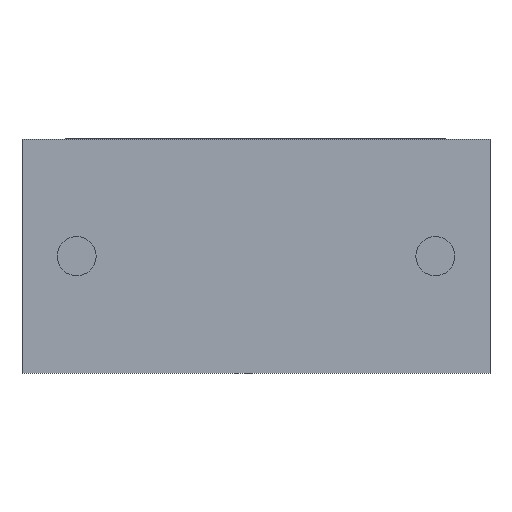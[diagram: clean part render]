
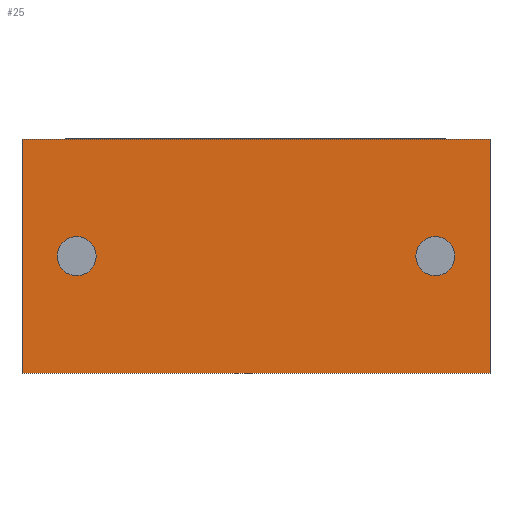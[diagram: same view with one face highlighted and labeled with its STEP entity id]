
A CAD part, front view. The second image highlights one B-rep face of the part: STEP entity #25.
In plain terms, the highlighted planar face has unit normal (0, -1, 0).
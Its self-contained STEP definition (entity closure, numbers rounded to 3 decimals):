
#25 = ADVANCED_FACE ( 'NONE', ( #3073, #1341, #1858 ), #325, .F. ) ;
#69 = CARTESIAN_POINT ( 'NONE',  ( 0., 0., 0. ) ) ;
#83 = LINE ( 'NONE', #69, #2019 ) ;
#84 = CARTESIAN_POINT ( 'NONE',  ( 7.62, 0., 0. ) ) ;
#113 = CIRCLE ( 'NONE', #1758, 0.318 ) ;
#119 = DIRECTION ( 'NONE',  ( 1., 0., 0. ) ) ;
#148 = AXIS2_PLACEMENT_3D ( 'NONE', #2287, #285, #1733 ) ;
#210 = VERTEX_POINT ( 'NONE', #1591 ) ;
#285 = DIRECTION ( 'NONE',  ( 0., 1., 0. ) ) ;
#308 = EDGE_LOOP ( 'NONE', ( #354, #2971 ) ) ;
#325 = PLANE ( 'NONE',  #148 ) ;
#354 = ORIENTED_EDGE ( 'NONE', *, *, #2143, .F. ) ;
#474 = EDGE_CURVE ( 'NONE', #3166, #2418, #485, .T. ) ;
#485 = LINE ( 'NONE', #1485, #1441 ) ;
#511 = VECTOR ( 'NONE', #1926, 1000. ) ;
#586 = CIRCLE ( 'NONE', #1789, 0.318 ) ;
#609 = AXIS2_PLACEMENT_3D ( 'NONE', #1046, #837, #1328 ) ;
#637 = DIRECTION ( 'NONE',  ( 0., 1., 0. ) ) ;
#669 = AXIS2_PLACEMENT_3D ( 'NONE', #1833, #637, #864 ) ;
#689 = EDGE_CURVE ( 'NONE', #210, #2336, #901, .T. ) ;
#837 = DIRECTION ( 'NONE',  ( 0., -1., 0. ) ) ;
#864 = DIRECTION ( 'NONE',  ( 0., 0., -1. ) ) ;
#901 = CIRCLE ( 'NONE', #669, 0.318 ) ;
#914 = CIRCLE ( 'NONE', #609, 0.318 ) ;
#1046 = CARTESIAN_POINT ( 'NONE',  ( 0.89, 0., 1.905 ) ) ;
#1065 = VERTEX_POINT ( 'NONE', #2034 ) ;
#1134 = CARTESIAN_POINT ( 'NONE',  ( 7.62, 0., 3.81 ) ) ;
#1185 = ORIENTED_EDGE ( 'NONE', *, *, #474, .T. ) ;
#1187 = ORIENTED_EDGE ( 'NONE', *, *, #1277, .F. ) ;
#1233 = EDGE_CURVE ( 'NONE', #2363, #1065, #914, .T. ) ;
#1277 = EDGE_CURVE ( 'NONE', #3166, #1818, #1388, .T. ) ;
#1320 = EDGE_CURVE ( 'NONE', #2336, #210, #586, .T. ) ;
#1328 = DIRECTION ( 'NONE',  ( 0., 0., 1. ) ) ;
#1341 = FACE_OUTER_BOUND ( 'NONE', #2909, .T. ) ;
#1388 = LINE ( 'NONE', #1595, #2844 ) ;
#1394 = CARTESIAN_POINT ( 'NONE',  ( 7.62, 0., 3.81 ) ) ;
#1410 = CARTESIAN_POINT ( 'NONE',  ( 0.89, 0., 1.587 ) ) ;
#1439 = CARTESIAN_POINT ( 'NONE',  ( 0., 0., 3.81 ) ) ;
#1441 = VECTOR ( 'NONE', #2731, 1000. ) ;
#1485 = CARTESIAN_POINT ( 'NONE',  ( 0., 0., 3.81 ) ) ;
#1591 = CARTESIAN_POINT ( 'NONE',  ( 6.73, 0., 1.587 ) ) ;
#1595 = CARTESIAN_POINT ( 'NONE',  ( 0., 0., 3.81 ) ) ;
#1733 = DIRECTION ( 'NONE',  ( 0., 0., 1. ) ) ;
#1758 = AXIS2_PLACEMENT_3D ( 'NONE', #2953, #2534, #3021 ) ;
#1789 = AXIS2_PLACEMENT_3D ( 'NONE', #3089, #3105, #2821 ) ;
#1818 = VERTEX_POINT ( 'NONE', #1134 ) ;
#1833 = CARTESIAN_POINT ( 'NONE',  ( 6.73, 0., 1.905 ) ) ;
#1858 = FACE_BOUND ( 'NONE', #308, .T. ) ;
#1926 = DIRECTION ( 'NONE',  ( 0., 0., -1. ) ) ;
#2019 = VECTOR ( 'NONE', #2562, 1000. ) ;
#2034 = CARTESIAN_POINT ( 'NONE',  ( 0.89, 0., 2.223 ) ) ;
#2094 = EDGE_LOOP ( 'NONE', ( #2481, #2503 ) ) ;
#2143 = EDGE_CURVE ( 'NONE', #1065, #2363, #113, .T. ) ;
#2287 = CARTESIAN_POINT ( 'NONE',  ( 0., 0., 3.81 ) ) ;
#2328 = EDGE_CURVE ( 'NONE', #1818, #3141, #2474, .T. ) ;
#2336 = VERTEX_POINT ( 'NONE', #2644 ) ;
#2363 = VERTEX_POINT ( 'NONE', #1410 ) ;
#2418 = VERTEX_POINT ( 'NONE', #2898 ) ;
#2474 = LINE ( 'NONE', #1394, #511 ) ;
#2481 = ORIENTED_EDGE ( 'NONE', *, *, #1320, .T. ) ;
#2503 = ORIENTED_EDGE ( 'NONE', *, *, #689, .T. ) ;
#2534 = DIRECTION ( 'NONE',  ( 0., -1., 0. ) ) ;
#2562 = DIRECTION ( 'NONE',  ( 1., 0., 0. ) ) ;
#2644 = CARTESIAN_POINT ( 'NONE',  ( 6.73, 0., 2.223 ) ) ;
#2679 = ORIENTED_EDGE ( 'NONE', *, *, #3088, .T. ) ;
#2682 = ORIENTED_EDGE ( 'NONE', *, *, #2328, .F. ) ;
#2731 = DIRECTION ( 'NONE',  ( 0., 0., -1. ) ) ;
#2821 = DIRECTION ( 'NONE',  ( 0., 0., -1. ) ) ;
#2844 = VECTOR ( 'NONE', #119, 1000. ) ;
#2898 = CARTESIAN_POINT ( 'NONE',  ( 0., 0., 0. ) ) ;
#2909 = EDGE_LOOP ( 'NONE', ( #2679, #2682, #1187, #1185 ) ) ;
#2953 = CARTESIAN_POINT ( 'NONE',  ( 0.89, 0., 1.905 ) ) ;
#2971 = ORIENTED_EDGE ( 'NONE', *, *, #1233, .F. ) ;
#3021 = DIRECTION ( 'NONE',  ( 0., 0., 1. ) ) ;
#3073 = FACE_BOUND ( 'NONE', #2094, .T. ) ;
#3088 = EDGE_CURVE ( 'NONE', #2418, #3141, #83, .T. ) ;
#3089 = CARTESIAN_POINT ( 'NONE',  ( 6.73, 0., 1.905 ) ) ;
#3105 = DIRECTION ( 'NONE',  ( 0., 1., 0. ) ) ;
#3141 = VERTEX_POINT ( 'NONE', #84 ) ;
#3166 = VERTEX_POINT ( 'NONE', #1439 ) ;
